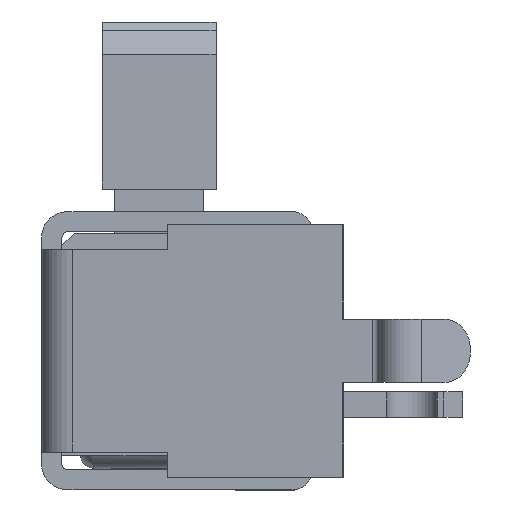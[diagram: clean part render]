
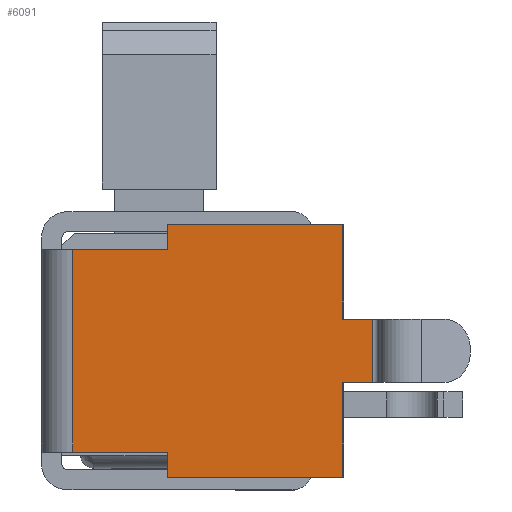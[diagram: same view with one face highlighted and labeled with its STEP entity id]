
A CAD part, left-side view. The second image highlights one B-rep face of the part: STEP entity #6091.
In plain terms, the highlighted planar face has unit normal (-0.999, 0.052, 0).
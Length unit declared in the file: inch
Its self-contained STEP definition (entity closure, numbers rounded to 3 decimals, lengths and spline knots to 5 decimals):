
#457=FACE_OUTER_BOUND('',#769,.T.);
#769=EDGE_LOOP('',(#4835,#4836,#4837,#4838,#4839,#4840,#4841,#4842,#4843,
#4844,#4845,#4846));
#1344=LINE('',#9836,#2046);
#1346=LINE('',#9841,#2048);
#1358=LINE('',#9868,#2060);
#1367=LINE('',#9889,#2069);
#1372=LINE('',#9898,#2074);
#1404=LINE('',#9988,#2106);
#1411=LINE('',#10012,#2113);
#1413=LINE('',#10018,#2115);
#1416=LINE('',#10025,#2118);
#1417=LINE('',#10027,#2119);
#1418=LINE('',#10028,#2120);
#1419=LINE('',#10029,#2121);
#2046=VECTOR('',#7559,0.3937);
#2048=VECTOR('',#7563,0.3937);
#2060=VECTOR('',#7585,0.3937);
#2069=VECTOR('',#7600,0.3937);
#2074=VECTOR('',#7607,0.3937);
#2106=VECTOR('',#7687,0.3937);
#2113=VECTOR('',#7712,0.3937);
#2115=VECTOR('',#7720,0.3937);
#2118=VECTOR('',#7727,0.3937);
#2119=VECTOR('',#7728,0.3937);
#2120=VECTOR('',#7729,0.3937);
#2121=VECTOR('',#7730,0.3937);
#2661=VERTEX_POINT('',#9829);
#2664=VERTEX_POINT('',#9834);
#2666=VERTEX_POINT('',#9840);
#2676=VERTEX_POINT('',#9866);
#2684=VERTEX_POINT('',#9886);
#2685=VERTEX_POINT('',#9888);
#2688=VERTEX_POINT('',#9896);
#2721=VERTEX_POINT('',#9985);
#2722=VERTEX_POINT('',#9987);
#2730=VERTEX_POINT('',#10011);
#2731=VERTEX_POINT('',#10017);
#2734=VERTEX_POINT('',#10026);
#3394=EDGE_CURVE('',#2664,#2661,#1344,.T.);
#3396=EDGE_CURVE('',#2666,#2661,#1346,.T.);
#3410=EDGE_CURVE('',#2676,#2664,#1358,.T.);
#3419=EDGE_CURVE('',#2685,#2684,#1367,.T.);
#3424=EDGE_CURVE('',#2684,#2688,#1372,.T.);
#3470=EDGE_CURVE('',#2722,#2721,#1404,.T.);
#3482=EDGE_CURVE('',#2722,#2730,#1411,.T.);
#3486=EDGE_CURVE('',#2731,#2730,#1413,.T.);
#3490=EDGE_CURVE('',#2721,#2666,#1416,.T.);
#3491=EDGE_CURVE('',#2676,#2734,#1417,.T.);
#3492=EDGE_CURVE('',#2734,#2685,#1418,.T.);
#3493=EDGE_CURVE('',#2688,#2731,#1419,.T.);
#4835=ORIENTED_EDGE('',*,*,#3482,.F.);
#4836=ORIENTED_EDGE('',*,*,#3470,.T.);
#4837=ORIENTED_EDGE('',*,*,#3490,.T.);
#4838=ORIENTED_EDGE('',*,*,#3396,.T.);
#4839=ORIENTED_EDGE('',*,*,#3394,.F.);
#4840=ORIENTED_EDGE('',*,*,#3410,.F.);
#4841=ORIENTED_EDGE('',*,*,#3491,.T.);
#4842=ORIENTED_EDGE('',*,*,#3492,.T.);
#4843=ORIENTED_EDGE('',*,*,#3419,.T.);
#4844=ORIENTED_EDGE('',*,*,#3424,.T.);
#4845=ORIENTED_EDGE('',*,*,#3493,.T.);
#4846=ORIENTED_EDGE('',*,*,#3486,.T.);
#5553=PLANE('',#6486);
#6091=ADVANCED_FACE('',(#457),#5553,.T.);
#6486=AXIS2_PLACEMENT_3D('',#10024,#7725,#7726);
#7559=DIRECTION('',(0.,0.,1.));
#7563=DIRECTION('',(0.052,0.999,0.));
#7585=DIRECTION('',(-0.052,-0.999,0.));
#7600=DIRECTION('',(0.,0.,-1.));
#7607=DIRECTION('',(-0.052,-0.999,0.));
#7687=DIRECTION('',(0.052,0.999,0.));
#7712=DIRECTION('',(0.,0.,-1.));
#7720=DIRECTION('',(-0.052,-0.999,0.));
#7725=DIRECTION('center_axis',(-0.999,0.052,0.));
#7726=DIRECTION('ref_axis',(0.,0.,
1.));
#7727=DIRECTION('',(0.,0.,1.));
#7728=DIRECTION('',(0.,0.,-1.));
#7729=DIRECTION('',(-0.052,-0.999,0.));
#7730=DIRECTION('',(0.,0.,1.));
#9829=CARTESIAN_POINT('',(-0.30739,0.02205,0.1));
#9834=CARTESIAN_POINT('',(-0.30739,0.02205,0.08));
#9836=CARTESIAN_POINT('',(-0.30739,0.02205,0.08));
#9840=CARTESIAN_POINT('',(-0.31465,-0.11651,0.1));
#9841=CARTESIAN_POINT('',(-0.31465,-0.11651,0.1));
#9866=CARTESIAN_POINT('',(-0.30346,0.09686,0.08));
#9868=CARTESIAN_POINT('',(-0.29809,0.1994,0.08));
#9886=CARTESIAN_POINT('',(-0.30739,0.02205,-0.1));
#9888=CARTESIAN_POINT('',(-0.30739,0.02205,-0.08));
#9889=CARTESIAN_POINT('',(-0.30739,0.02205,-0.08));
#9896=CARTESIAN_POINT('',(-0.31465,-0.11651,-0.1));
#9898=CARTESIAN_POINT('',(-0.31465,-0.11651,-0.1));
#9985=CARTESIAN_POINT('',(-0.31465,-0.11651,0.025));
#9987=CARTESIAN_POINT('',(-0.3159,-0.14048,0.025));
#9988=CARTESIAN_POINT('',(-0.3014,0.13632,0.025));
#10011=CARTESIAN_POINT('',(-0.3159,-0.14048,-0.025));
#10012=CARTESIAN_POINT('',(-0.3159,-0.14048,0.055));
#10017=CARTESIAN_POINT('',(-0.31465,-0.11651,-0.025));
#10018=CARTESIAN_POINT('',(-0.30433,0.08028,-0.025));
#10024=CARTESIAN_POINT('Origin',(-0.28815,0.38914,0.11));
#10025=CARTESIAN_POINT('',(-0.31465,-0.11651,0.09917));
#10026=CARTESIAN_POINT('',(-0.30346,0.09686,-0.08));
#10027=CARTESIAN_POINT('',(-0.30346,0.09686,0.055));
#10028=CARTESIAN_POINT('',(-0.29809,0.1994,-0.08));
#10029=CARTESIAN_POINT('',(-0.31465,-0.11651,0.0425));
